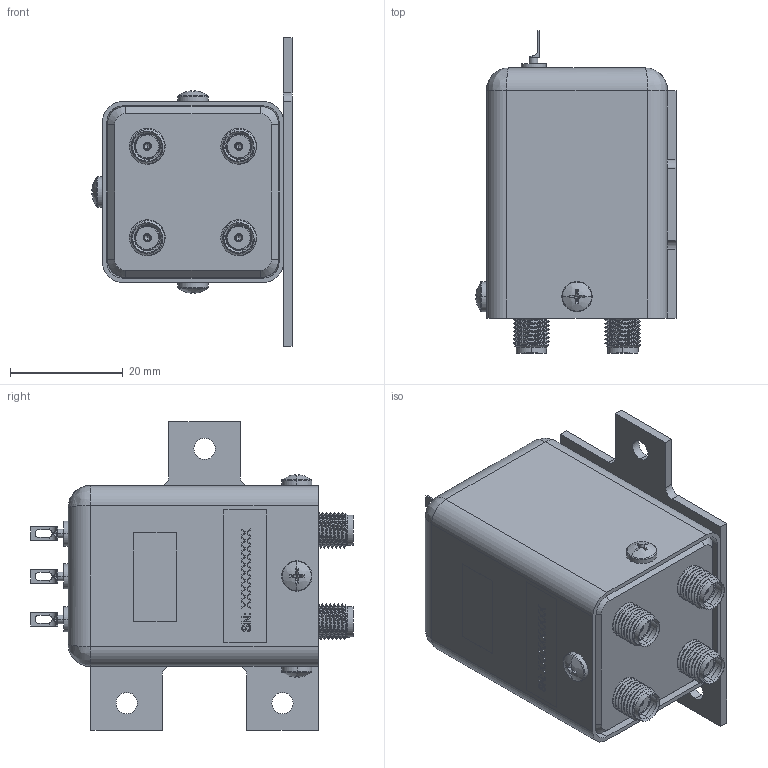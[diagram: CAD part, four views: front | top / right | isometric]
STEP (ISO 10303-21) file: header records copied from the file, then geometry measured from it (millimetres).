
FILE_DESCRIPTION (( 'STEP AP214' ), '1' );
FILE_NAME ('FMSW6580_3D.step', '2023-02-17T21:48:32', ( '' ), ( '' ), 'SwSTEP 2.0', 'SolidWorks 2022', '' );
FILE_SCHEMA (( 'AUTOMOTIVE_DESIGN' ));
Length unit declared in the file: inch
Products named in the file (9): A12075Y05_-203_2; A22021007_2; A12075Y05_-403_2; R040691-e360_-03_8; R09003-3HOLE_1; R040194-e360_2; A12075Y04_-401_4; A22029002-e360_2; FMSW6580_3D
Assembly tree (16 placements, depth 2):
  FMSW6580_3D
    A22021007_2
    A22029002-e360_2  x4
    R09003-3HOLE_1
    A12075Y05_-203_2  x2
    A12075Y05_-403_2
    A12075Y04_-401_4  x3
    R040691-e360_-03_8  x3
    R040194-e360_2
Bounding box: 35.56 x 57.26 x 54.86 mm (x, y, z)
Volume: 14089.5 mm3; surface area: 21768.2 mm2
Topology: 12 solids, 24 shells, 921 faces, 2400 edges, 1557 vertices
Faces by surface type: plane 367, cylinder 318, bspline 160, cone 76
Entity records: 24964 total; most frequent: CARTESIAN_POINT 9478, ORIENTED_EDGE 2714, DIRECTION 2214, EDGE_CURVE 1358, VERTEX_POINT 889, VECTOR 832, LINE 832, AXIS2_PLACEMENT_3D 691
